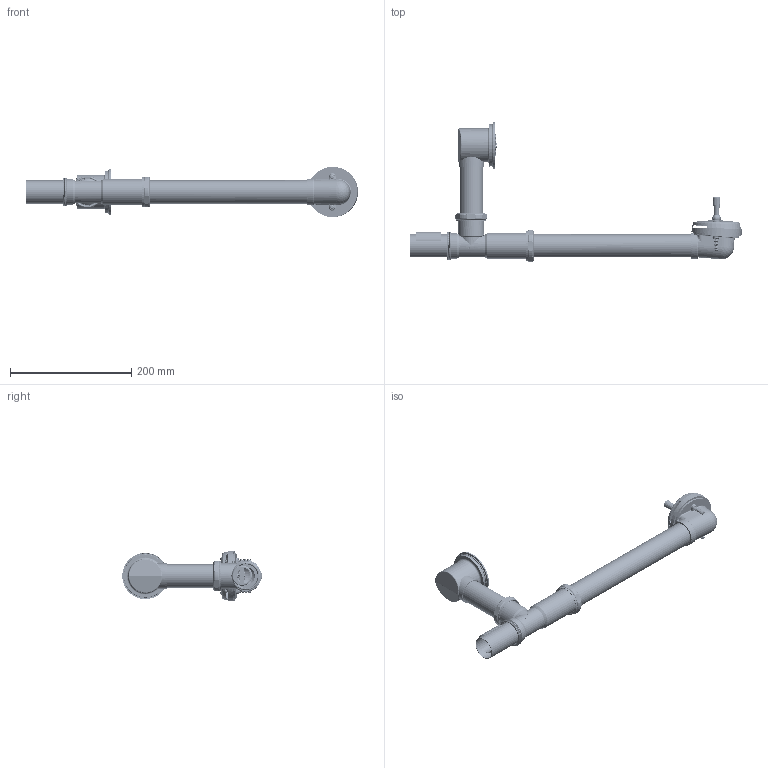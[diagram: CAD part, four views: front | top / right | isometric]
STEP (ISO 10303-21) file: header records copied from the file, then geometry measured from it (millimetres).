
FILE_DESCRIPTION((''),'2;1');
FILE_NAME('252_ASM','2021-10-25T10:59:18',('rsmith'),(''),'CREO PARAMETRIC BY PTC INC, 2018400','CREO PARAMETRIC BY PTC INC, 2018400','');
FILE_SCHEMA(('AUTOMOTIVE_DESIGN { 1 0 10303 214 1 1 1 1 }'));
Length unit declared in the file: inch
Products named in the file (32): 50241; 50242; 50238; 50239; 5-017_ASM; 91170; 50240; 50261; 92064; 260_ASM; 50236; 50237; 5-016_ASM; 91169; 50243; 91171; 50264; 50265; 50267; 50266; 92066; 92065; 267_ASM; LOCK-PLATE; LINK-2; LOCK-PIN; LINK_NUT; LINK-3_16; LINK-1_16; BARREL; 5-024_ASM; 252_ASM
Assembly tree (36 placements, depth 3):
  252_ASM
    50241
    50242
    5-017_ASM
      50238
      50239
    91170
    50240
    260_ASM
      50261
      92064
    5-016_ASM
      50236
      50237
    91169  x2
    50243  x2
    91171
    267_ASM
      50264
      50265
      50267  x2
      50266
      92066
      92065  x2
    5-024_ASM
      LOCK-PLATE
      LINK-2
      LOCK-PIN
      LINK_NUT
      LINK-3_16  x2
      LINK-1_16
      BARREL
Bounding box: 546.58 x 229.75 x 82.55 mm (x, y, z)
Volume: 262543.9 mm3; surface area: 309585 mm2
Topology: 31 solids, 31 shells, 1814 faces, 4679 edges, 2930 vertices
Faces by surface type: cylinder 914, bspline 325, plane 255, torus 142, cone 101, extrusion 59, sphere 18
Entity records: 130444 total; most frequent: CARTESIAN_POINT 79384, ORIENTED_EDGE 8424, DIRECTION 6206, PRESENTATION_STYLE_ASSIGNMENT 4238, STYLED_ITEM 4238, CURVE_STYLE 4212, EDGE_CURVE 4212, VERTEX_POINT 2637
